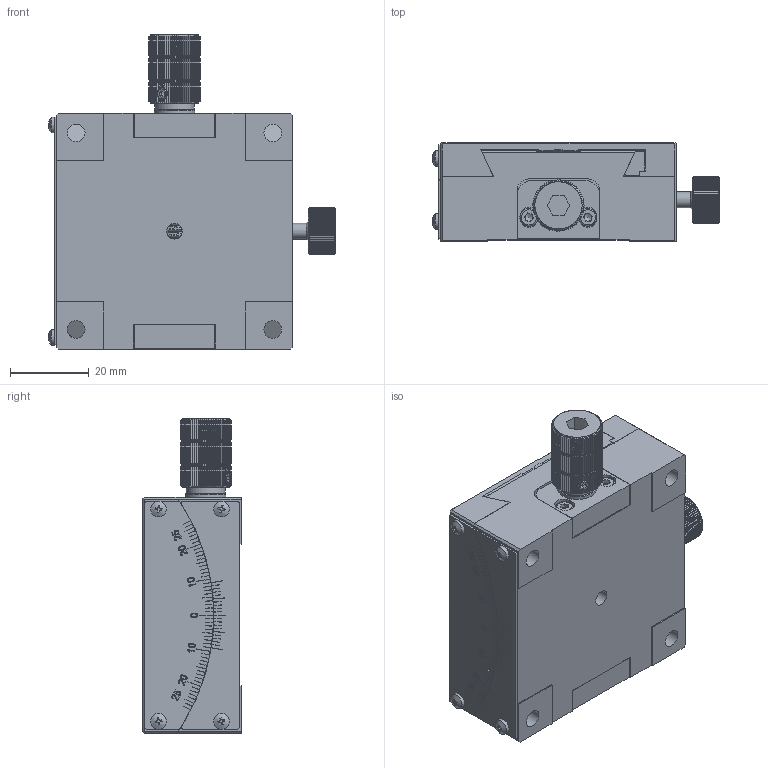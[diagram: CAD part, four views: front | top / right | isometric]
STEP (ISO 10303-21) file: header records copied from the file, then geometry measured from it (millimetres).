
FILE_DESCRIPTION (( 'STEP AP203' ), '1' );
FILE_NAME ('528940.STEP', '2024-11-12T09:41:05', ( 'Windows User' ), ( 'P R C' ), 'SwSTEP 2.0', 'SolidWorks 2020', '' );
FILE_SCHEMA (( 'CONFIG_CONTROL_DESIGN' ));
Products named in the file (1): 528940
Bounding box: 73.08 x 25 x 79.95 mm (x, y, z)
Volume: 87173.5 mm3; surface area: 39061.4 mm2
Topology: 22 solids, 22 shells, 2178 faces, 5678 edges, 3588 vertices
Faces by surface type: plane 1204, cylinder 573, cone 328, bspline 73
Full cylindrical faces by diameter (mm): 1.6 x4, 2 x4, 2.05 x4, 2.1 x5, 2.5 x13, 3 x1, 3.3 x5, 4 x13, 4.5 x8, 6.5 x2, 8 x4, 9 x5, 10 x2, 10.3 x3, 11 x1, 12 x2
Entity records: 76634 total; most frequent: CARTESIAN_POINT 24887, ORIENTED_EDGE 10946, DIRECTION 10432, EDGE_CURVE 5473, AXIS2_PLACEMENT_3D 3719, VERTEX_POINT 3517, LINE 2994, VECTOR 2994
